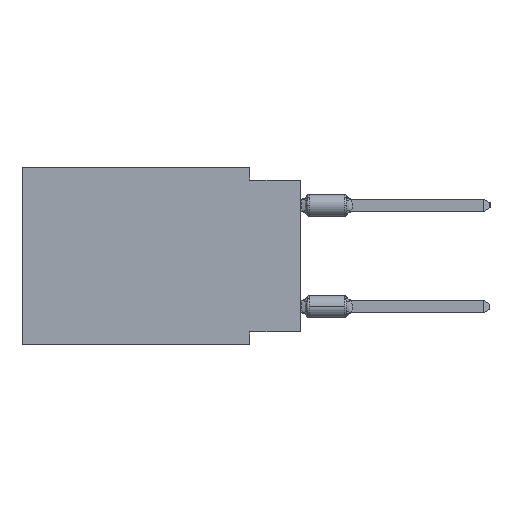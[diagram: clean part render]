
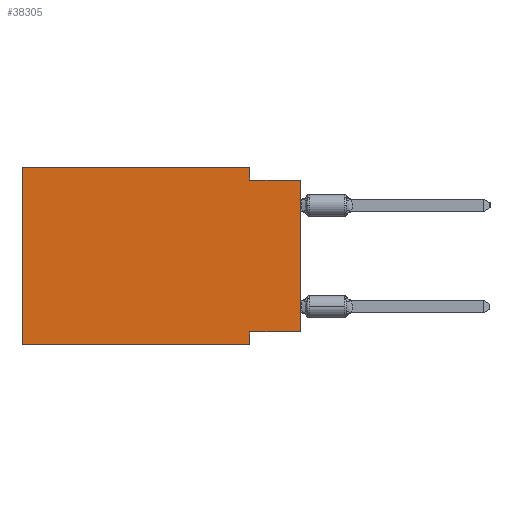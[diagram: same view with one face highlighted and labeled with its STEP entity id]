
A CAD part, left-side view. The second image highlights one B-rep face of the part: STEP entity #38305.
In plain terms, the highlighted planar face has unit normal (-1, 0, 0).
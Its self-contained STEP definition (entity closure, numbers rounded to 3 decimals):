
#255 = EDGE_CURVE ( 'NONE', #2145, #34411, #27399, .T. ) ;
#418 = LINE ( 'NONE', #19243, #21321 ) ;
#785 = VERTEX_POINT ( 'NONE', #28500 ) ;
#1025 = LINE ( 'NONE', #26004, #5923 ) ;
#1355 = VERTEX_POINT ( 'NONE', #14145 ) ;
#2145 = VERTEX_POINT ( 'NONE', #3588 ) ;
#2246 = CARTESIAN_POINT ( 'NONE',  ( 0., 13.97, 0. ) ) ;
#3068 = ORIENTED_EDGE ( 'NONE', *, *, #21166, .F. ) ;
#3588 = CARTESIAN_POINT ( 'NONE',  ( 0., 0., -8.255 ) ) ;
#3673 = CARTESIAN_POINT ( 'NONE',  ( 0., 0., -0.635 ) ) ;
#3832 = CARTESIAN_POINT ( 'NONE',  ( 0., 13.97, 0. ) ) ;
#4586 = ORIENTED_EDGE ( 'NONE', *, *, #10304, .F. ) ;
#4939 = ORIENTED_EDGE ( 'NONE', *, *, #35451, .F. ) ;
#5883 = PLANE ( 'NONE',  #8105 ) ;
#5886 = EDGE_CURVE ( 'NONE', #16325, #30958, #19387, .T. ) ;
#5923 = VECTOR ( 'NONE', #29878, 1000. ) ;
#5944 = DIRECTION ( 'NONE',  ( 0., 0., 1. ) ) ;
#5989 = CARTESIAN_POINT ( 'NONE',  ( 0., 2.54, 0. ) ) ;
#6251 = VECTOR ( 'NONE', #36024, 1000. ) ;
#8105 = AXIS2_PLACEMENT_3D ( 'NONE', #13184, #8738, #27577 ) ;
#8300 = EDGE_CURVE ( 'NONE', #2145, #1355, #418, .T. ) ;
#8738 = DIRECTION ( 'NONE',  ( 1., 0., 0. ) ) ;
#10157 = ORIENTED_EDGE ( 'NONE', *, *, #8300, .T. ) ;
#10201 = EDGE_CURVE ( 'NONE', #30958, #785, #30284, .T. ) ;
#10304 = EDGE_CURVE ( 'NONE', #23872, #1355, #13079, .T. ) ;
#11698 = CARTESIAN_POINT ( 'NONE',  ( 0., 2.54, -0.635 ) ) ;
#12530 = DIRECTION ( 'NONE',  ( 0., 0., -1. ) ) ;
#13079 = LINE ( 'NONE', #3673, #18551 ) ;
#13184 = CARTESIAN_POINT ( 'NONE',  ( 0., 13.97, 0. ) ) ;
#13587 = ORIENTED_EDGE ( 'NONE', *, *, #39313, .T. ) ;
#14145 = CARTESIAN_POINT ( 'NONE',  ( 0., 0., -0.635 ) ) ;
#14525 = CARTESIAN_POINT ( 'NONE',  ( 0., 0., -8.255 ) ) ;
#14813 = LINE ( 'NONE', #5989, #25196 ) ;
#15106 = FACE_OUTER_BOUND ( 'NONE', #33024, .T. ) ;
#16325 = VERTEX_POINT ( 'NONE', #25709 ) ;
#17041 = ORIENTED_EDGE ( 'NONE', *, *, #10201, .F. ) ;
#18551 = VECTOR ( 'NONE', #24953, 1000. ) ;
#19243 = CARTESIAN_POINT ( 'NONE',  ( 0., 0., 0. ) ) ;
#19332 = VERTEX_POINT ( 'NONE', #32034 ) ;
#19387 = LINE ( 'NONE', #3832, #27686 ) ;
#19836 = ORIENTED_EDGE ( 'NONE', *, *, #255, .F. ) ;
#19878 = VECTOR ( 'NONE', #36204, 1000. ) ;
#21166 = EDGE_CURVE ( 'NONE', #34411, #19332, #1025, .T. ) ;
#21321 = VECTOR ( 'NONE', #5944, 1000. ) ;
#23872 = VERTEX_POINT ( 'NONE', #11698 ) ;
#24757 = DIRECTION ( 'NONE',  ( 0., -1., 0. ) ) ;
#24953 = DIRECTION ( 'NONE',  ( 0., -1., 0. ) ) ;
#25196 = VECTOR ( 'NONE', #12530, 1000. ) ;
#25709 = CARTESIAN_POINT ( 'NONE',  ( 0., 13.97, -8.89 ) ) ;
#26004 = CARTESIAN_POINT ( 'NONE',  ( 0., 2.54, -8.89 ) ) ;
#27399 = LINE ( 'NONE', #14525, #6251 ) ;
#27577 = DIRECTION ( 'NONE',  ( 0., 0., -1. ) ) ;
#27686 = VECTOR ( 'NONE', #35531, 1000. ) ;
#28500 = CARTESIAN_POINT ( 'NONE',  ( 0., 2.54, 0. ) ) ;
#29693 = VECTOR ( 'NONE', #24757, 1000. ) ;
#29878 = DIRECTION ( 'NONE',  ( 0., 0., -1. ) ) ;
#30237 = CARTESIAN_POINT ( 'NONE',  ( 0., 13.97, 0. ) ) ;
#30284 = LINE ( 'NONE', #2246, #29693 ) ;
#30958 = VERTEX_POINT ( 'NONE', #30237 ) ;
#32034 = CARTESIAN_POINT ( 'NONE',  ( 0., 2.54, -8.89 ) ) ;
#33024 = EDGE_LOOP ( 'NONE', ( #10157, #4586, #4939, #17041, #37601, #13587, #3068, #19836 ) ) ;
#34411 = VERTEX_POINT ( 'NONE', #38261 ) ;
#35451 = EDGE_CURVE ( 'NONE', #785, #23872, #14813, .T. ) ;
#35531 = DIRECTION ( 'NONE',  ( 0., 0., 1. ) ) ;
#36024 = DIRECTION ( 'NONE',  ( 0., 1., 0. ) ) ;
#36204 = DIRECTION ( 'NONE',  ( 0., -1., 0. ) ) ;
#36405 = CARTESIAN_POINT ( 'NONE',  ( 0., 13.97, -8.89 ) ) ;
#37601 = ORIENTED_EDGE ( 'NONE', *, *, #5886, .F. ) ;
#38261 = CARTESIAN_POINT ( 'NONE',  ( 0., 2.54, -8.255 ) ) ;
#38305 = ADVANCED_FACE ( 'NONE', ( #15106 ), #5883, .F. ) ;
#39269 = LINE ( 'NONE', #36405, #19878 ) ;
#39313 = EDGE_CURVE ( 'NONE', #16325, #19332, #39269, .T. ) ;
